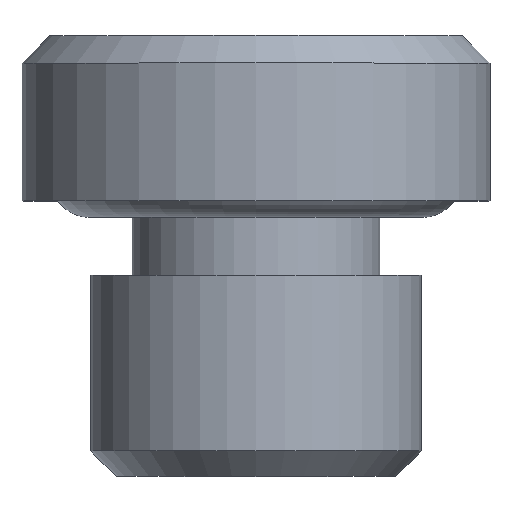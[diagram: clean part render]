
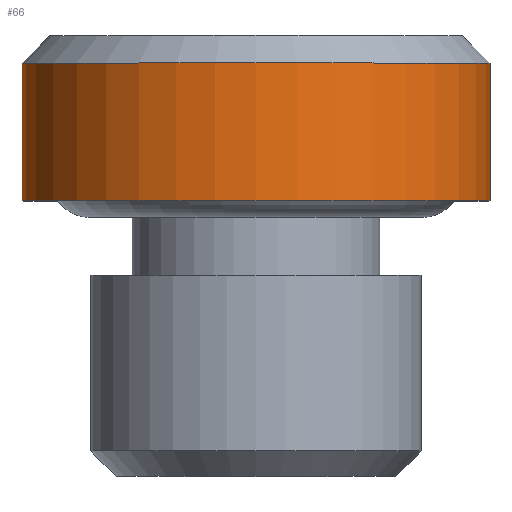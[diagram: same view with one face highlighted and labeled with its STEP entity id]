
A CAD part, top view. The second image highlights one B-rep face of the part: STEP entity #66.
In plain terms, the highlighted cylindrical face has radius 8.5 mm (diameter 17 mm), a full revolution.
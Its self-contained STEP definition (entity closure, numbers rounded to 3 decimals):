
#66 = ADVANCED_FACE( '', ( #144, #145 ), #146, .T. );
#144 = FACE_OUTER_BOUND( '', #233, .T. );
#145 = FACE_OUTER_BOUND( '', #234, .T. );
#146 = CYLINDRICAL_SURFACE( '', #235, 8.5 );
#233 = EDGE_LOOP( '', ( #352 ) );
#234 = EDGE_LOOP( '', ( #353 ) );
#235 = AXIS2_PLACEMENT_3D( '', #354, #355, #356 );
#352 = ORIENTED_EDGE( '', *, *, #484, .F. );
#353 = ORIENTED_EDGE( '', *, *, #485, .T. );
#354 = CARTESIAN_POINT( '', ( 0., -10., 0. ) );
#355 = DIRECTION( '', ( 0., 1., 0. ) );
#356 = DIRECTION( '', ( 0., 0., -1. ) );
#484 = EDGE_CURVE( '', #560, #560, #561, .T. );
#485 = EDGE_CURVE( '', #562, #562, #563, .T. );
#560 = VERTEX_POINT( '', #694 );
#561 = CIRCLE( '', #695, 8.5 );
#562 = VERTEX_POINT( '', #696 );
#563 = CIRCLE( '', #697, 8.5 );
#694 = CARTESIAN_POINT( '', ( 0., 0., -8.5 ) );
#695 = AXIS2_PLACEMENT_3D( '', #790, #791, #792 );
#696 = CARTESIAN_POINT( '', ( 0., 5., -8.5 ) );
#697 = AXIS2_PLACEMENT_3D( '', #793, #794, #795 );
#790 = CARTESIAN_POINT( '', ( 0., 0., 0. ) );
#791 = DIRECTION( '', ( 0., -1., 0. ) );
#792 = DIRECTION( '', ( 0., 0., -1. ) );
#793 = CARTESIAN_POINT( '', ( 0., 5., 0. ) );
#794 = DIRECTION( '', ( 0., -1., 0. ) );
#795 = DIRECTION( '', ( 0., 0., -1. ) );
